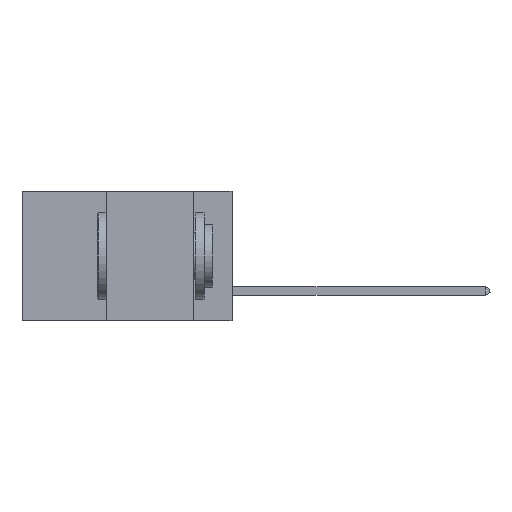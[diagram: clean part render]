
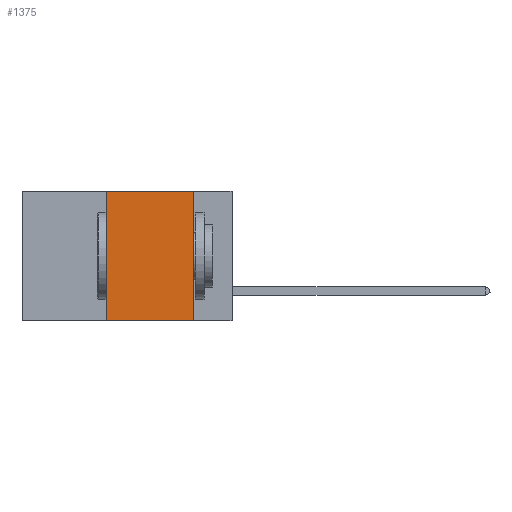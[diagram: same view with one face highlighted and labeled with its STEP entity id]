
A CAD part, left-side view. The second image highlights one B-rep face of the part: STEP entity #1375.
In plain terms, the highlighted planar face has unit normal (-1, 0, 0).
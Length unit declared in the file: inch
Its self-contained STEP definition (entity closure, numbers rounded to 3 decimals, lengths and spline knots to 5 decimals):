
#668 = ORIENTED_EDGE ( 'NONE', *, *, #11129, .F. ) ;
#1307 = ORIENTED_EDGE ( 'NONE', *, *, #11372, .T. ) ;
#1375 = ADVANCED_FACE ( 'NONE', ( #8637 ), #12725, .F. ) ;
#1981 = DIRECTION ( 'NONE',  ( 0., 0., -1. ) ) ;
#2788 = CARTESIAN_POINT ( 'NONE',  ( 0., 0.36, -0.37 ) ) ;
#2838 = ORIENTED_EDGE ( 'NONE', *, *, #25217, .F. ) ;
#2910 = VERTEX_POINT ( 'NONE', #2788 ) ;
#4075 = CARTESIAN_POINT ( 'NONE',  ( 0., 0.36, 0. ) ) ;
#4231 = DIRECTION ( 'NONE',  ( 0., 0., -1. ) ) ;
#7367 = EDGE_LOOP ( 'NONE', ( #2838, #8644, #668, #1307 ) ) ;
#8077 = VECTOR ( 'NONE', #12175, 39.37008 ) ;
#8637 = FACE_OUTER_BOUND ( 'NONE', #7367, .T. ) ;
#8644 = ORIENTED_EDGE ( 'NONE', *, *, #13604, .F. ) ;
#8847 = CARTESIAN_POINT ( 'NONE',  ( 0., 0.11, -0.37 ) ) ;
#9043 = LINE ( 'NONE', #10251, #8077 ) ;
#9812 = VECTOR ( 'NONE', #10185, 39.37008 ) ;
#10185 = DIRECTION ( 'NONE',  ( 0., -1., 0. ) ) ;
#10251 = CARTESIAN_POINT ( 'NONE',  ( 0., 0.6, 0. ) ) ;
#10443 = CARTESIAN_POINT ( 'NONE',  ( 0., 0.6, 0. ) ) ;
#11026 = VERTEX_POINT ( 'NONE', #4075 ) ;
#11129 = EDGE_CURVE ( 'NONE', #2910, #11026, #26728, .T. ) ;
#11372 = EDGE_CURVE ( 'NONE', #2910, #14041, #21823, .T. ) ;
#12175 = DIRECTION ( 'NONE',  ( 0., -1., 0. ) ) ;
#12725 = PLANE ( 'NONE',  #16795 ) ;
#13604 = EDGE_CURVE ( 'NONE', #11026, #17859, #9043, .T. ) ;
#13824 = CARTESIAN_POINT ( 'NONE',  ( 0., 0.11, 0. ) ) ;
#14041 = VERTEX_POINT ( 'NONE', #8847 ) ;
#16795 = AXIS2_PLACEMENT_3D ( 'NONE', #10443, #20603, #4231 ) ;
#17859 = VERTEX_POINT ( 'NONE', #13824 ) ;
#18307 = LINE ( 'NONE', #24778, #18651 ) ;
#18651 = VECTOR ( 'NONE', #1981, 39.37008 ) ;
#20603 = DIRECTION ( 'NONE',  ( 1., 0., 0. ) ) ;
#21551 = CARTESIAN_POINT ( 'NONE',  ( 0., 0.36, 0. ) ) ;
#21823 = LINE ( 'NONE', #24514, #9812 ) ;
#21829 = DIRECTION ( 'NONE',  ( 0., 0., 1. ) ) ;
#21848 = VECTOR ( 'NONE', #21829, 39.37008 ) ;
#24514 = CARTESIAN_POINT ( 'NONE',  ( 0., 0.6, -0.37 ) ) ;
#24778 = CARTESIAN_POINT ( 'NONE',  ( 0., 0.11, 0. ) ) ;
#25217 = EDGE_CURVE ( 'NONE', #17859, #14041, #18307, .T. ) ;
#26728 = LINE ( 'NONE', #21551, #21848 ) ;
